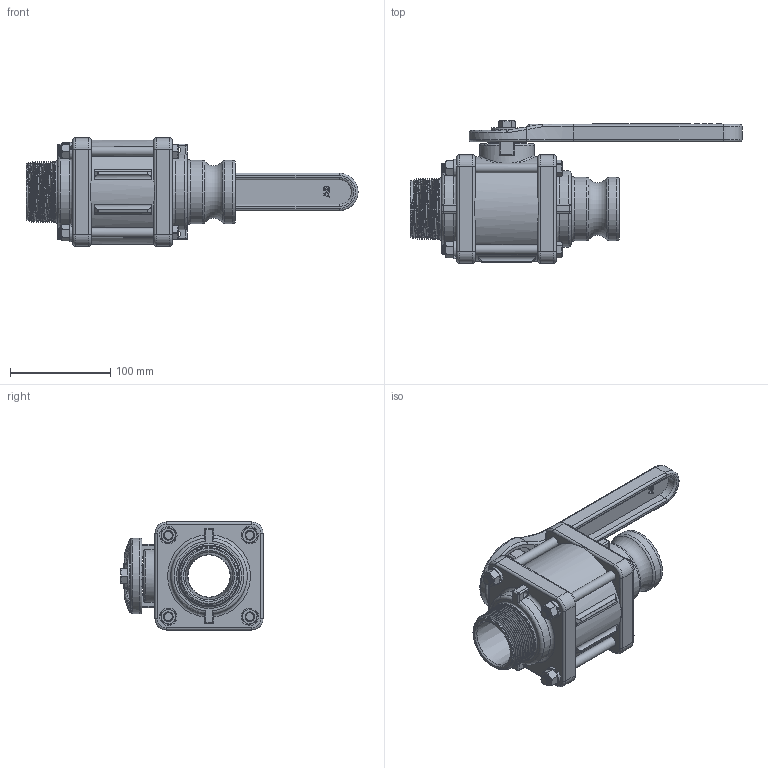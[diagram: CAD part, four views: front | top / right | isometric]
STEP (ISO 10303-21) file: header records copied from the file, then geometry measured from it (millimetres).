
FILE_DESCRIPTION(/* description */ ('2" FP NPT X 2" MALE ADAPTER VALVE'),/* implementation_level */ '2;1');
FILE_NAME(/* name */ 'VFMT204FP.stp',/* time_stamp */ '2017-01-13T15:56:50-05:00',/* author */ ('MJC'),/* organization */ (''),/* preprocessor_version */ 'ST-DEVELOPER v16.5',/* originating_system */ 'Autodesk Inventor 2017',/* authorisation */ '');
FILE_SCHEMA (('AUTOMOTIVE_DESIGN { 1 0 10303 214 3 1 1 }'));
Length unit declared in the file: inch
Products named in the file (24): VFMT204FP; V25254; V25254_1; VL1001; V20018; V20019; V25017; V25020; V25060; V25121; V25151B; V25151BX; V25153; V25160; V25163; V25255A; V25255AM; V25255AX; V25258A; V25264; VF25356; VF25356X; VMT25356; VMT25356X
Assembly tree (34 placements, depth 4):
  VFMT204FP
    V25254
      V25254_1
      VL1001
    V20018  x4
    V20019  x4
    V25017  x4
    V25020
    V25060
    V25121
    V25151B
      V25151BX
    V25153
    V25160
    V25163
    V25255A
      V25255AM
        V25255AX
    V25258A  x2
    V25264  x2
    VF25356
      VF25356X
    VMT25356
      VMT25356X
Bounding box: 331.44 x 141.94 x 107.95 mm (x, y, z)
Volume: 1054172.6 mm3; surface area: 294627.6 mm2
Topology: 28 solids, 28 shells, 1738 faces, 4231 edges, 2623 vertices
Faces by surface type: plane 664, cylinder 494, cone 321, bspline 147, torus 87, sphere 25
Full cylindrical faces by diameter (mm): 6.604 x4, 7.798 x1, 8.236 x60, 9.525 x61, 10.312 x1, 11.176 x8, 14.275 x1, 25.4 x2, 25.527 x1, 25.806 x1, 31.521 x1, 31.623 x1, 31.75 x3, 35.306 x1, 36.525 x1, 37.084 x2, 52.07 x3, 54.61 x1, 55.499 x2, 56.769 x2, 60.579 x2, 61.722 x1, 63.094 x2, 64.77 x2, 65.024 x2, 84.455 x1, 84.582 x1, 85.852 x1, 88.9 x2, 96.114 x2
Entity records: 43185 total; most frequent: CARTESIAN_POINT 14025, ORIENTED_EDGE 5840, DIRECTION 5764, EDGE_CURVE 2896, AXIS2_PLACEMENT_3D 2091, VERTEX_POINT 1906, LINE 1582, VECTOR 1582
